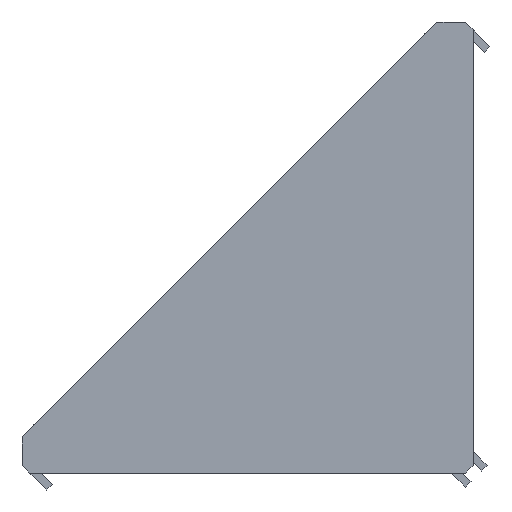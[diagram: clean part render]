
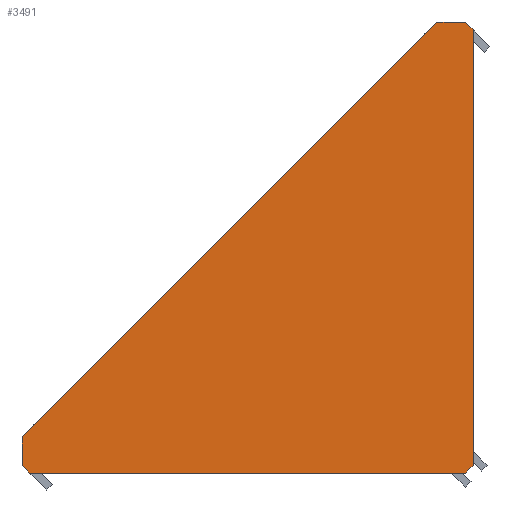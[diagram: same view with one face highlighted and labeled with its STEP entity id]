
A CAD part, left-side view. The second image highlights one B-rep face of the part: STEP entity #3491.
In plain terms, the highlighted planar face has unit normal (-1, 0, 0).
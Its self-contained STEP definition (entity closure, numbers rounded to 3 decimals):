
#42 = CARTESIAN_POINT ( 'NONE',  ( -27.75, -28.5, 27.5 ) ) ;
#246 = ORIENTED_EDGE ( 'NONE', *, *, #4136, .T. ) ;
#265 = CARTESIAN_POINT ( 'NONE',  ( -27.75, -28.5, -28.5 ) ) ;
#312 = CARTESIAN_POINT ( 'NONE',  ( -27.75, -27.5, 28.5 ) ) ;
#314 = CARTESIAN_POINT ( 'NONE',  ( -27.75, 27.5, -28.5 ) ) ;
#367 = LINE ( 'NONE', #265, #1213 ) ;
#452 = LINE ( 'NONE', #1926, #3248 ) ;
#478 = LINE ( 'NONE', #3509, #1932 ) ;
#491 = ORIENTED_EDGE ( 'NONE', *, *, #4463, .F. ) ;
#663 = ORIENTED_EDGE ( 'NONE', *, *, #779, .T. ) ;
#685 = CARTESIAN_POINT ( 'NONE',  ( -27.75, -23.914, 28.5 ) ) ;
#698 = VECTOR ( 'NONE', #4275, 1000. ) ;
#779 = EDGE_CURVE ( 'NONE', #3701, #2007, #1024, .T. ) ;
#1024 = LINE ( 'NONE', #42, #1211 ) ;
#1211 = VECTOR ( 'NONE', #2060, 1000. ) ;
#1213 = VECTOR ( 'NONE', #2242, 1000. ) ;
#1350 = CARTESIAN_POINT ( 'NONE',  ( -27.75, 28.5, -23.914 ) ) ;
#1553 = VECTOR ( 'NONE', #4385, 1000. ) ;
#1571 = FACE_OUTER_BOUND ( 'NONE', #5597, .T. ) ;
#1754 = VERTEX_POINT ( 'NONE', #4755 ) ;
#1766 = EDGE_CURVE ( 'NONE', #1754, #6137, #4405, .T. ) ;
#1926 = CARTESIAN_POINT ( 'NONE',  ( -27.75, 28.5, -28.5 ) ) ;
#1932 = VECTOR ( 'NONE', #2450, 1000. ) ;
#1947 = ORIENTED_EDGE ( 'NONE', *, *, #6060, .T. ) ;
#2007 = VERTEX_POINT ( 'NONE', #312 ) ;
#2024 = DIRECTION ( 'NONE',  ( 0., -0.707, -0.707 ) ) ;
#2060 = DIRECTION ( 'NONE',  ( 0., 0.707, 0.707 ) ) ;
#2103 = CARTESIAN_POINT ( 'NONE',  ( -27.75, -28.5, 28.5 ) ) ;
#2242 = DIRECTION ( 'NONE',  ( 0., 1., 0. ) ) ;
#2306 = ORIENTED_EDGE ( 'NONE', *, *, #1766, .F. ) ;
#2374 = ORIENTED_EDGE ( 'NONE', *, *, #3886, .F. ) ;
#2417 = DIRECTION ( 'NONE',  ( 0., 0., -1. ) ) ;
#2436 = LINE ( 'NONE', #5951, #1553 ) ;
#2450 = DIRECTION ( 'NONE',  ( 0., -1., 0. ) ) ;
#2511 = LINE ( 'NONE', #2959, #5227 ) ;
#2544 = ORIENTED_EDGE ( 'NONE', *, *, #4111, .F. ) ;
#2900 = CARTESIAN_POINT ( 'NONE',  ( -27.75, -27.5, -28.5 ) ) ;
#2959 = CARTESIAN_POINT ( 'NONE',  ( -27.75, 28.5, -27.5 ) ) ;
#3030 = CARTESIAN_POINT ( 'NONE',  ( -27.75, -28.5, 27.5 ) ) ;
#3248 = VECTOR ( 'NONE', #3473, 1000. ) ;
#3313 = VERTEX_POINT ( 'NONE', #314 ) ;
#3473 = DIRECTION ( 'NONE',  ( 0., 0., 1. ) ) ;
#3491 = ADVANCED_FACE ( 'NONE', ( #1571 ), #5480, .F. ) ;
#3509 = CARTESIAN_POINT ( 'NONE',  ( -27.75, -22.5, 28.5 ) ) ;
#3701 = VERTEX_POINT ( 'NONE', #3030 ) ;
#3886 = EDGE_CURVE ( 'NONE', #3701, #4228, #5149, .T. ) ;
#3895 = DIRECTION ( 'NONE',  ( 1., 0., 0. ) ) ;
#3963 = CARTESIAN_POINT ( 'NONE',  ( -27.75, 0., 0. ) ) ;
#3972 = CARTESIAN_POINT ( 'NONE',  ( -27.75, 28.5, -27.5 ) ) ;
#4111 = EDGE_CURVE ( 'NONE', #6137, #2007, #478, .T. ) ;
#4136 = EDGE_CURVE ( 'NONE', #4962, #3313, #2511, .T. ) ;
#4228 = VERTEX_POINT ( 'NONE', #6128 ) ;
#4275 = DIRECTION ( 'NONE',  ( 0., -0.707, 0.707 ) ) ;
#4385 = DIRECTION ( 'NONE',  ( 0., -0.707, 0.707 ) ) ;
#4405 = LINE ( 'NONE', #1350, #698 ) ;
#4463 = EDGE_CURVE ( 'NONE', #5357, #3313, #367, .T. ) ;
#4700 = AXIS2_PLACEMENT_3D ( 'NONE', #3963, #3895, #2417 ) ;
#4755 = CARTESIAN_POINT ( 'NONE',  ( -27.75, 28.5, -23.914 ) ) ;
#4962 = VERTEX_POINT ( 'NONE', #3972 ) ;
#5149 = LINE ( 'NONE', #2103, #6179 ) ;
#5227 = VECTOR ( 'NONE', #2024, 1000. ) ;
#5357 = VERTEX_POINT ( 'NONE', #2900 ) ;
#5369 = ORIENTED_EDGE ( 'NONE', *, *, #5382, .F. ) ;
#5382 = EDGE_CURVE ( 'NONE', #4962, #1754, #452, .T. ) ;
#5480 = PLANE ( 'NONE',  #4700 ) ;
#5597 = EDGE_LOOP ( 'NONE', ( #2544, #2306, #5369, #246, #491, #1947, #2374, #663 ) ) ;
#5951 = CARTESIAN_POINT ( 'NONE',  ( -27.75, -27.5, -28.5 ) ) ;
#6060 = EDGE_CURVE ( 'NONE', #5357, #4228, #2436, .T. ) ;
#6128 = CARTESIAN_POINT ( 'NONE',  ( -27.75, -28.5, -27.5 ) ) ;
#6133 = DIRECTION ( 'NONE',  ( 0., 0., -1. ) ) ;
#6137 = VERTEX_POINT ( 'NONE', #685 ) ;
#6179 = VECTOR ( 'NONE', #6133, 1000. ) ;
